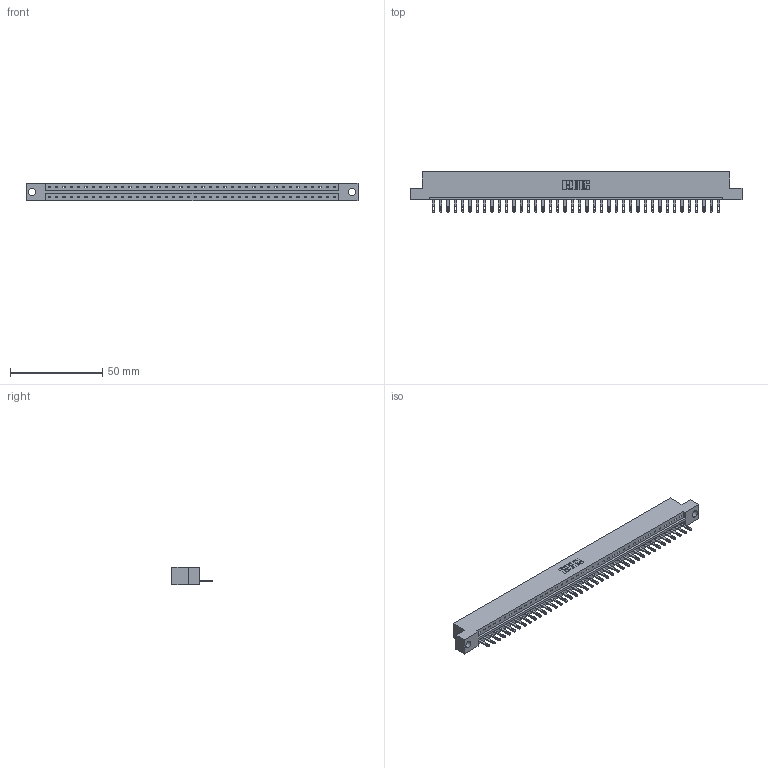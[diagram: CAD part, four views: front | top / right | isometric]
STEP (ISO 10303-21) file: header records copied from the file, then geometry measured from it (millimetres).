
FILE_DESCRIPTION (( 'STEP AP203' ), '1' );
FILE_NAME ('333-040-500-104.STEP', '2018-08-03T13:20:41', ( '' ), ( '' ), 'SwSTEP 2.0', 'SolidWorks 2016', '' );
FILE_SCHEMA (( 'CONFIG_CONTROL_DESIGN' ));
Length unit declared in the file: inch
Products named in the file (3): 333 Part_Flush - .156 Dia - TH; 345-292-001_345-293-100; 333-040-500-104
Assembly tree (41 placements, depth 2):
  333-040-500-104
    333 Part_Flush - .156 Dia - TH
    345-292-001_345-293-100  x40
Bounding box: 180.04 x 21.85 x 9.4 mm (x, y, z)
Volume: 18036.3 mm3; surface area: 19394.4 mm2
Topology: 41 solids, 41 shells, 2274 faces, 7031 edges, 4686 vertices
Faces by surface type: plane 1510, cylinder 764
Entity records: 24645 total; most frequent: CARTESIAN_POINT 4258, ORIENTED_EDGE 4234, DIRECTION 3597, EDGE_CURVE 2117, LINE 1985, VECTOR 1985, VERTEX_POINT 1410, AXIS2_PLACEMENT_3D 806
